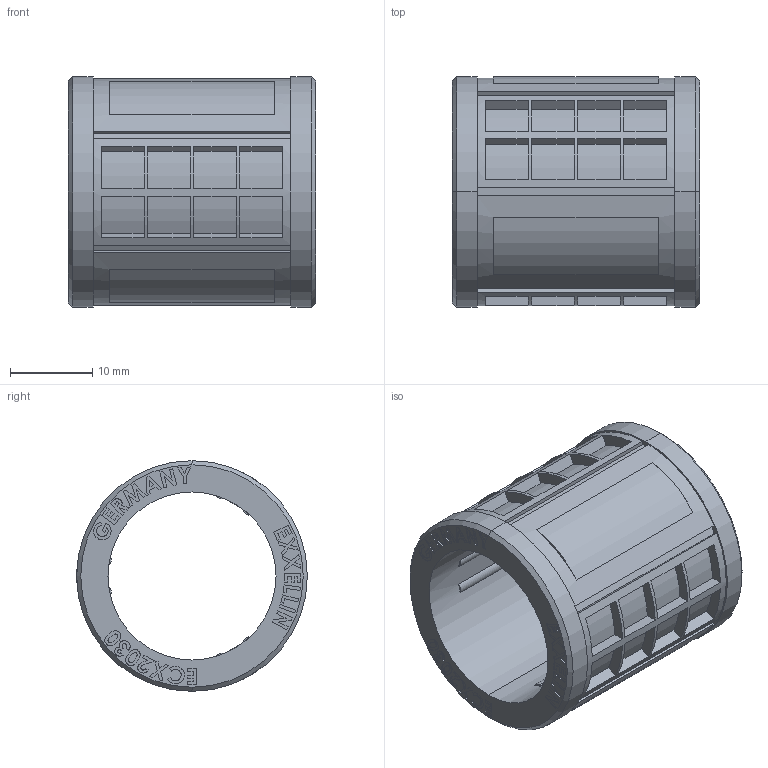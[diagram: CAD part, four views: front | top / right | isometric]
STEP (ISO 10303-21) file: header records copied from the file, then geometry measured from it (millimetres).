
FILE_DESCRIPTION (( 'STEP AP214' ), '1' );
FILE_NAME ('EDM_EXCE20-3D.STEP', '2016-07-05T08:21:18', ( '' ), ( '' ), 'SwSTEP 2.0', 'SolidWorks 2016', '' );
FILE_SCHEMA (( 'AUTOMOTIVE_DESIGN' ));
Length unit declared in the file: millimetre
Products named in the file (1): EDM_EXCE20-3D
Bounding box: 30 x 28 x 28 mm (x, y, z)
Volume: 7395.5 mm3; surface area: 5899.6 mm2
Topology: 1 solids, 1 shells, 722 faces, 1895 edges, 1262 vertices
Faces by surface type: plane 550, bspline 122, cylinder 46, cone 4
Entity records: 29264 total; most frequent: CARTESIAN_POINT 12018, ORIENTED_EDGE 3790, DIRECTION 3015, EDGE_CURVE 1895, LINE 1489, VECTOR 1489, VERTEX_POINT 1262, EDGE_LOOP 811
